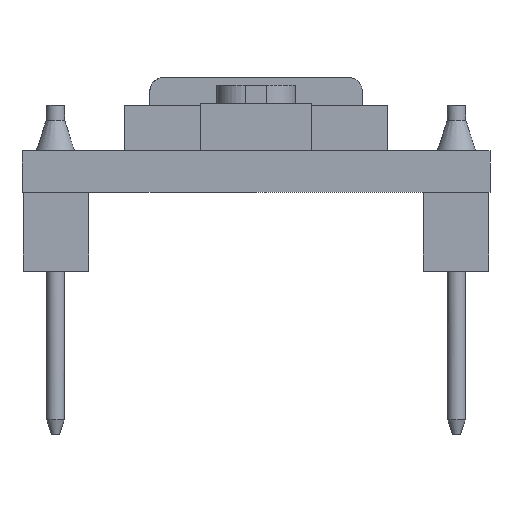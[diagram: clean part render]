
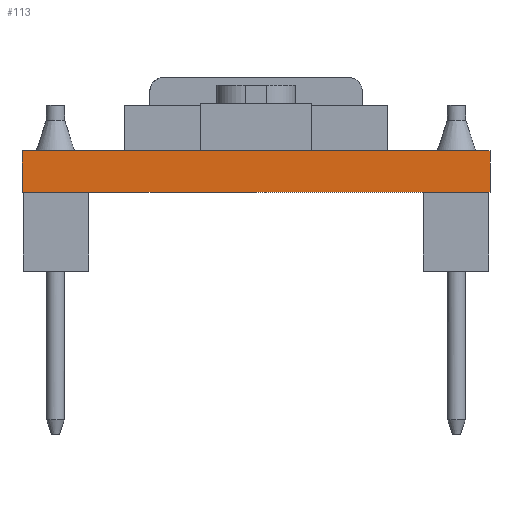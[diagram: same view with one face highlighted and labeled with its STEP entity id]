
A CAD part, left-side view. The second image highlights one B-rep face of the part: STEP entity #113.
In plain terms, the highlighted planar face has unit normal (-1, 0, 0).
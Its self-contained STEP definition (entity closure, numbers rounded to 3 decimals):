
#113=ADVANCED_FACE('',(#393),#2914,.T.);
#393=FACE_OUTER_BOUND('',#640,.T.);
#640=EDGE_LOOP('',(#933,#934,#935,#936));
#933=ORIENTED_EDGE('',*,*,#1730,.F.);
#934=ORIENTED_EDGE('',*,*,#1717,.F.);
#935=ORIENTED_EDGE('',*,*,#1731,.F.);
#936=ORIENTED_EDGE('',*,*,#1729,.F.);
#1717=EDGE_CURVE('',#2569,#2570,#2319,.T.);
#1729=EDGE_CURVE('',#2581,#2582,#2331,.T.);
#1730=EDGE_CURVE('',#2570,#2581,#2332,.T.);
#1731=EDGE_CURVE('',#2582,#2569,#2333,.T.);
#2319=B_SPLINE_CURVE_WITH_KNOTS('',1,(#4799,#4800),.UNSPECIFIED.,.F.,.F.,
(2,2),(0.,17.78),.UNSPECIFIED.);
#2331=B_SPLINE_CURVE_WITH_KNOTS('',1,(#4823,#4824),.UNSPECIFIED.,.F.,.F.,
(2,2),(-17.78,0.),.UNSPECIFIED.);
#2332=B_SPLINE_CURVE_WITH_KNOTS('',1,(#4825,#4826),.UNSPECIFIED.,.F.,.F.,
(2,2),(-1.57,0.),.UNSPECIFIED.);
#2333=B_SPLINE_CURVE_WITH_KNOTS('',1,(#4827,#4828),.UNSPECIFIED.,.F.,.F.,
(2,2),(-1.57,0.),.UNSPECIFIED.);
#2569=VERTEX_POINT('',#4563);
#2570=VERTEX_POINT('',#4564);
#2581=VERTEX_POINT('',#4575);
#2582=VERTEX_POINT('',#4576);
#2914=PLANE('',#3035);
#3035=AXIS2_PLACEMENT_3D('',#3363,#3199,$);
#3199=DIRECTION('',(-1.,0.,0.));
#3363=CARTESIAN_POINT('',(-17.78,-10.668,4.727));
#4563=CARTESIAN_POINT('',(-17.78,8.89,4.57));
#4564=CARTESIAN_POINT('',(-17.78,-8.89,4.57));
#4575=CARTESIAN_POINT('',(-17.78,-8.89,3.));
#4576=CARTESIAN_POINT('',(-17.78,8.89,3.));
#4799=CARTESIAN_POINT('',(-17.78,8.89,4.57));
#4800=CARTESIAN_POINT('',(-17.78,-8.89,4.57));
#4823=CARTESIAN_POINT('',(-17.78,-8.89,3.));
#4824=CARTESIAN_POINT('',(-17.78,8.89,3.));
#4825=CARTESIAN_POINT('',(-17.78,-8.89,4.57));
#4826=CARTESIAN_POINT('',(-17.78,-8.89,3.));
#4827=CARTESIAN_POINT('',(-17.78,8.89,3.));
#4828=CARTESIAN_POINT('',(-17.78,8.89,4.57));
